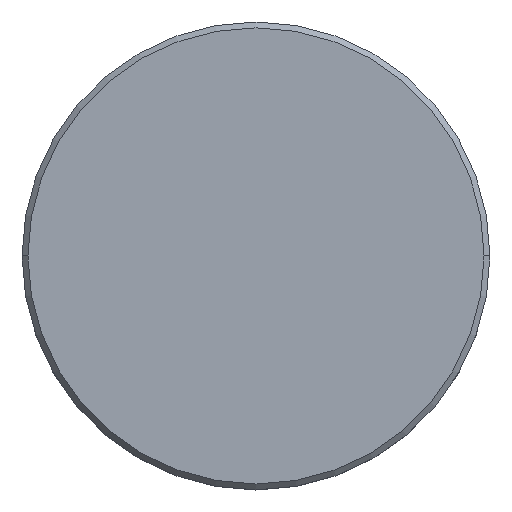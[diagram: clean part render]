
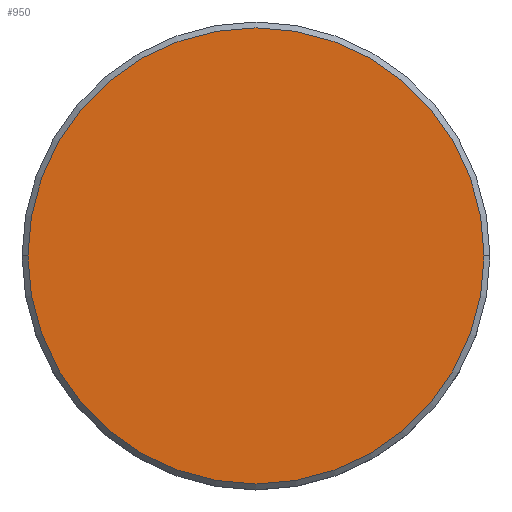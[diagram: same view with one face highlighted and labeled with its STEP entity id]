
A CAD part, top view. The second image highlights one B-rep face of the part: STEP entity #950.
In plain terms, the highlighted planar face has unit normal (0, 0, 1).
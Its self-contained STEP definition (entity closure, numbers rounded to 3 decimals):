
#110 = DIRECTION ( 'NONE',  ( 0., 0., 1. ) ) ;
#117 = CARTESIAN_POINT ( 'NONE',  ( 0., 0., 0. ) ) ;
#205 = CARTESIAN_POINT ( 'NONE',  ( 0., 0., 0. ) ) ;
#215 = CARTESIAN_POINT ( 'NONE',  ( 19.5, 0., 0. ) ) ;
#297 = EDGE_CURVE ( 'NONE', #576, #478, #657, .T. ) ;
#340 = DIRECTION ( 'NONE',  ( 1., 0., 0. ) ) ;
#401 = AXIS2_PLACEMENT_3D ( 'NONE', #117, #923, #662 ) ;
#412 = ORIENTED_EDGE ( 'NONE', *, *, #1019, .T. ) ;
#453 = CIRCLE ( 'NONE', #401, 19.5 ) ;
#454 = CARTESIAN_POINT ( 'NONE',  ( -19.5, 0., 0. ) ) ;
#478 = VERTEX_POINT ( 'NONE', #454 ) ;
#561 = DIRECTION ( 'NONE',  ( 1., 0., 0. ) ) ;
#576 = VERTEX_POINT ( 'NONE', #215 ) ;
#657 = CIRCLE ( 'NONE', #689, 19.5 ) ;
#662 = DIRECTION ( 'NONE',  ( 1., 0., 0. ) ) ;
#667 = PLANE ( 'NONE',  #833 ) ;
#689 = AXIS2_PLACEMENT_3D ( 'NONE', #1059, #877, #340 ) ;
#828 = ORIENTED_EDGE ( 'NONE', *, *, #297, .T. ) ;
#833 = AXIS2_PLACEMENT_3D ( 'NONE', #205, #110, #561 ) ;
#861 = EDGE_LOOP ( 'NONE', ( #412, #828 ) ) ;
#877 = DIRECTION ( 'NONE',  ( 0., 0., 1. ) ) ;
#923 = DIRECTION ( 'NONE',  ( 0., 0., 1. ) ) ;
#938 = FACE_OUTER_BOUND ( 'NONE', #861, .T. ) ;
#950 = ADVANCED_FACE ( 'NONE', ( #938 ), #667, .T. ) ;
#1019 = EDGE_CURVE ( 'NONE', #478, #576, #453, .T. ) ;
#1059 = CARTESIAN_POINT ( 'NONE',  ( 0., 0., 0. ) ) ;
